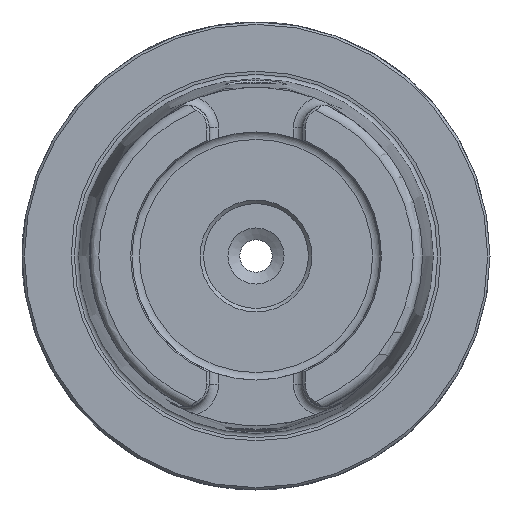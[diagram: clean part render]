
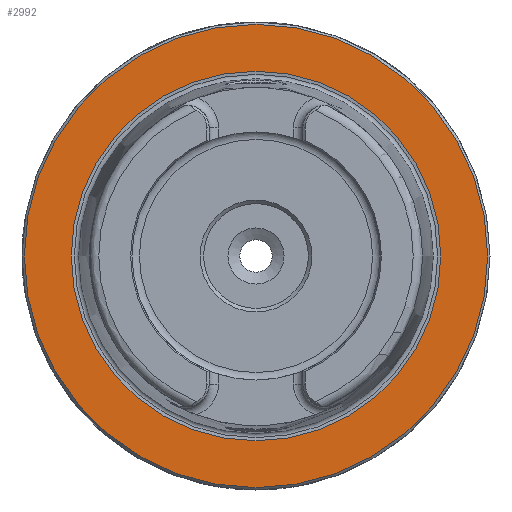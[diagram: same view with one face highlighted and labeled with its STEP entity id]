
A CAD part, left-side view. The second image highlights one B-rep face of the part: STEP entity #2992.
In plain terms, the highlighted planar face has unit normal (-1, 0, 0).
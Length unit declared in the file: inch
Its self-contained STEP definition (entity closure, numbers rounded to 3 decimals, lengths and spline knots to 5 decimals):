
#128=FACE_BOUND('',#430,.T.);
#154=PLANE('',#3242);
#261=FACE_OUTER_BOUND('',#429,.T.);
#429=EDGE_LOOP('',(#2328));
#430=EDGE_LOOP('',(#2329,#2330));
#596=CIRCLE('',#3241,1.94882);
#597=CIRCLE('',#3243,1.55442);
#598=CIRCLE('',#3244,1.55442);
#1288=VERTEX_POINT('',#6257);
#1289=VERTEX_POINT('',#6261);
#1290=VERTEX_POINT('',#6262);
#1667=EDGE_CURVE('',#1288,#1288,#596,.T.);
#1668=EDGE_CURVE('',#1289,#1290,#597,.T.);
#1669=EDGE_CURVE('',#1290,#1289,#598,.T.);
#2328=ORIENTED_EDGE('',*,*,#1667,.F.);
#2329=ORIENTED_EDGE('',*,*,#1668,.T.);
#2330=ORIENTED_EDGE('',*,*,#1669,.T.);
#2992=ADVANCED_FACE('',(#261,#128),#154,.T.);
#3241=AXIS2_PLACEMENT_3D('',#6259,#3819,#3820);
#3242=AXIS2_PLACEMENT_3D('',#6260,#3821,#3822);
#3243=AXIS2_PLACEMENT_3D('',#6263,#3823,#3824);
#3244=AXIS2_PLACEMENT_3D('',#6264,#3825,#3826);
#3819=DIRECTION('center_axis',(1.,0.,0.));
#3820=DIRECTION('ref_axis',(0.,-1.,0.));
#3821=DIRECTION('center_axis',(-1.,0.,0.));
#3822=DIRECTION('ref_axis',(0.,0.,1.));
#3823=DIRECTION('center_axis',(1.,0.,0.));
#3824=DIRECTION('ref_axis',(0.,1.,0.));
#3825=DIRECTION('center_axis',(1.,0.,0.));
#3826=DIRECTION('ref_axis',(0.,1.,0.));
#6257=CARTESIAN_POINT('',(0.,1.94882,0.));
#6259=CARTESIAN_POINT('Origin',(0.,0.,0.));
#6260=CARTESIAN_POINT('Origin',(0.,0.98425,0.));
#6261=CARTESIAN_POINT('',(0.,1.55442,0.));
#6262=CARTESIAN_POINT('',(0.,-1.55442,0.));
#6263=CARTESIAN_POINT('Origin',(0.,0.,0.));
#6264=CARTESIAN_POINT('Origin',(0.,0.,0.));
